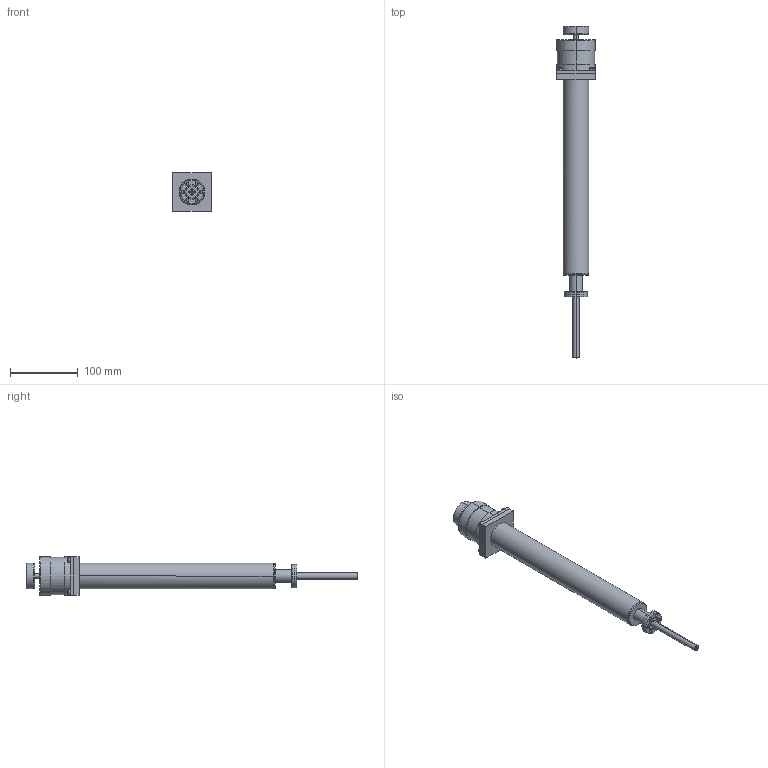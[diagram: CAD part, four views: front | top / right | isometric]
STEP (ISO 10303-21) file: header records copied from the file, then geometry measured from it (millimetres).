
FILE_DESCRIPTION((''),'2;1');
FILE_NAME('ZLDS915M','2012-01-17T',('graeme.farley'),(''),'PRO/ENGINEER BY PARAMETRIC TECHNOLOGY CORPORATION, 2010140','PRO/ENGINEER BY PARAMETRIC TECHNOLOGY CORPORATION, 2010140','');
FILE_SCHEMA(('CONFIG_CONTROL_DESIGN'));
Length unit declared in the file: millimetre
Products named in the file (1): ZLDS915M
Bounding box: 57.2 x 489 x 57.2 mm (x, y, z)
Volume: 510842.2 mm3; surface area: 64000.7 mm2
Topology: 1 solids, 1 shells, 161 faces, 397 edges, 255 vertices
Faces by surface type: plane 73, cylinder 58, cone 20, torus 10
Entity records: 4887 total; most frequent: DIRECTION 880, CARTESIAN_POINT 870, ORIENTED_EDGE 790, EDGE_CURVE 395, AXIS2_PLACEMENT_3D 334, VERTEX_POINT 255, VECTOR 212, LINE 212
